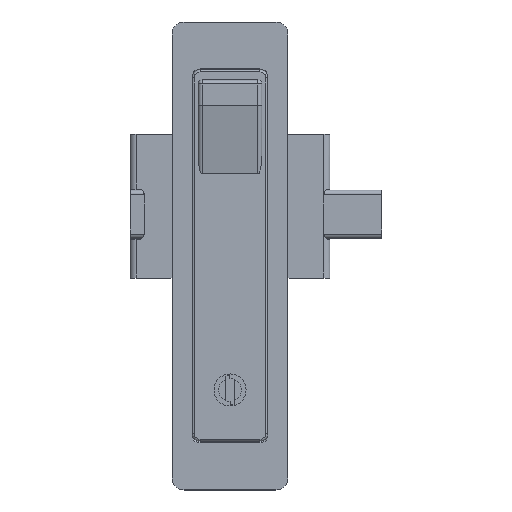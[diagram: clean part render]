
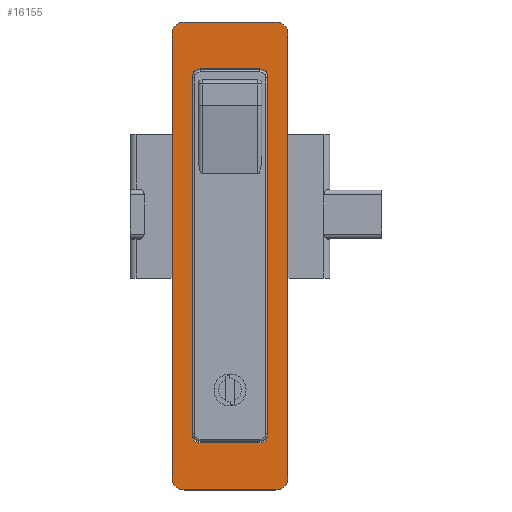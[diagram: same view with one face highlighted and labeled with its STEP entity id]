
A CAD part, top view. The second image highlights one B-rep face of the part: STEP entity #16155.
In plain terms, the highlighted planar face has unit normal (0, 0, 1).
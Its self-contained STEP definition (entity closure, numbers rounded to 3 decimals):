
#37 = EDGE_CURVE ( 'NONE', #8380, #12171, #17644, .T. ) ;
#127 = VERTEX_POINT ( 'NONE', #18907 ) ;
#344 = VECTOR ( 'NONE', #2962, 1000. ) ;
#346 = CARTESIAN_POINT ( 'NONE',  ( -14.5, 33.5, 4. ) ) ;
#380 = CARTESIAN_POINT ( 'NONE',  ( -7.5, 19.75, 4. ) ) ;
#388 = VERTEX_POINT ( 'NONE', #7898 ) ;
#408 = EDGE_CURVE ( 'NONE', #21576, #14830, #17619, .T. ) ;
#665 = ORIENTED_EDGE ( 'NONE', *, *, #15291, .T. ) ;
#1089 = LINE ( 'NONE', #14603, #18436 ) ;
#1151 = CARTESIAN_POINT ( 'NONE',  ( -9.5, -71.75, 4. ) ) ;
#1173 = CARTESIAN_POINT ( 'NONE',  ( 7.5, -71.75, 4. ) ) ;
#1253 = DIRECTION ( 'NONE',  ( 0., 1., 0. ) ) ;
#1301 = ORIENTED_EDGE ( 'NONE', *, *, #2715, .T. ) ;
#1418 = CARTESIAN_POINT ( 'NONE',  ( 9.5, -69.75, 4. ) ) ;
#1421 = CARTESIAN_POINT ( 'NONE',  ( -11.5, 33.5, 4. ) ) ;
#1515 = CIRCLE ( 'NONE', #4576, 2. ) ;
#1541 = CARTESIAN_POINT ( 'NONE',  ( 14.5, 30.5, 4. ) ) ;
#1753 = CARTESIAN_POINT ( 'NONE',  ( -7.5, -71.75, 4. ) ) ;
#2539 = LINE ( 'NONE', #13941, #7506 ) ;
#2715 = EDGE_CURVE ( 'NONE', #3455, #6949, #17527, .T. ) ;
#2938 = DIRECTION ( 'NONE',  ( 0., 0., 1. ) ) ;
#2962 = DIRECTION ( 'NONE',  ( -1., 0., 0. ) ) ;
#2973 = DIRECTION ( 'NONE',  ( 0., 0., -1. ) ) ;
#3146 = LINE ( 'NONE', #346, #10020 ) ;
#3376 = VERTEX_POINT ( 'NONE', #10653 ) ;
#3455 = VERTEX_POINT ( 'NONE', #6213 ) ;
#3840 = CIRCLE ( 'NONE', #20605, 2. ) ;
#4407 = EDGE_CURVE ( 'NONE', #388, #18884, #8876, .T. ) ;
#4576 = AXIS2_PLACEMENT_3D ( 'NONE', #380, #12687, #19685 ) ;
#5217 = CIRCLE ( 'NONE', #7606, 2. ) ;
#5592 = DIRECTION ( 'NONE',  ( 0., 0., -1. ) ) ;
#6175 = EDGE_CURVE ( 'NONE', #388, #14830, #3840, .T. ) ;
#6213 = CARTESIAN_POINT ( 'NONE',  ( 11.5, 33.5, 4. ) ) ;
#6406 = EDGE_LOOP ( 'NONE', ( #17745, #8209, #21255, #8475, #11399, #14233, #8208, #13901 ) ) ;
#6558 = CIRCLE ( 'NONE', #15475, 3. ) ;
#6656 = DIRECTION ( 'NONE',  ( 0., 1., 0. ) ) ;
#6858 = DIRECTION ( 'NONE',  ( 0., -1., 0. ) ) ;
#6949 = VERTEX_POINT ( 'NONE', #1421 ) ;
#7284 = LINE ( 'NONE', #17709, #19399 ) ;
#7311 = CARTESIAN_POINT ( 'NONE',  ( -7.5, -69.75, 4. ) ) ;
#7506 = VECTOR ( 'NONE', #22602, 1000. ) ;
#7606 = AXIS2_PLACEMENT_3D ( 'NONE', #17108, #2973, #6656 ) ;
#7898 = CARTESIAN_POINT ( 'NONE',  ( 7.5, 21.75, 4. ) ) ;
#8133 = FACE_BOUND ( 'NONE', #6406, .T. ) ;
#8168 = DIRECTION ( 'NONE',  ( 0., 0., -1. ) ) ;
#8208 = ORIENTED_EDGE ( 'NONE', *, *, #37, .F. ) ;
#8209 = ORIENTED_EDGE ( 'NONE', *, *, #22471, .T. ) ;
#8380 = VERTEX_POINT ( 'NONE', #1753 ) ;
#8475 = ORIENTED_EDGE ( 'NONE', *, *, #6175, .T. ) ;
#8827 = VERTEX_POINT ( 'NONE', #15562 ) ;
#8838 = PLANE ( 'NONE',  #8893 ) ;
#8876 = LINE ( 'NONE', #18724, #344 ) ;
#8893 = AXIS2_PLACEMENT_3D ( 'NONE', #10428, #13968, #8911 ) ;
#8911 = DIRECTION ( 'NONE',  ( 0., 1., 0. ) ) ;
#9299 = EDGE_CURVE ( 'NONE', #20536, #127, #3146, .T. ) ;
#9340 = CIRCLE ( 'NONE', #17974, 3. ) ;
#9386 = CIRCLE ( 'NONE', #19661, 3. ) ;
#9392 = ORIENTED_EDGE ( 'NONE', *, *, #9299, .T. ) ;
#9885 = AXIS2_PLACEMENT_3D ( 'NONE', #13156, #20234, #22255 ) ;
#10011 = DIRECTION ( 'NONE',  ( 0., 1., 0. ) ) ;
#10014 = EDGE_CURVE ( 'NONE', #15486, #14378, #7284, .T. ) ;
#10020 = VECTOR ( 'NONE', #10791, 1000. ) ;
#10130 = VERTEX_POINT ( 'NONE', #10979 ) ;
#10428 = CARTESIAN_POINT ( 'NONE',  ( 14.5, 33.5, 4. ) ) ;
#10653 = CARTESIAN_POINT ( 'NONE',  ( 11.5, -83.5, 4. ) ) ;
#10680 = CARTESIAN_POINT ( 'NONE',  ( 14.5, 33.5, 4. ) ) ;
#10791 = DIRECTION ( 'NONE',  ( 0., -1., 0. ) ) ;
#10979 = CARTESIAN_POINT ( 'NONE',  ( -9.5, 19.75, 4. ) ) ;
#11234 = EDGE_CURVE ( 'NONE', #3376, #18388, #2539, .T. ) ;
#11399 = ORIENTED_EDGE ( 'NONE', *, *, #408, .F. ) ;
#12056 = CARTESIAN_POINT ( 'NONE',  ( -7.5, 21.75, 4. ) ) ;
#12157 = ORIENTED_EDGE ( 'NONE', *, *, #10014, .F. ) ;
#12162 = DIRECTION ( 'NONE',  ( 0., 0., 1. ) ) ;
#12171 = VERTEX_POINT ( 'NONE', #1173 ) ;
#12687 = DIRECTION ( 'NONE',  ( 0., 0., -1. ) ) ;
#13156 = CARTESIAN_POINT ( 'NONE',  ( 11.5, -80.5, 4. ) ) ;
#13312 = AXIS2_PLACEMENT_3D ( 'NONE', #7311, #5592, #19460 ) ;
#13391 = CIRCLE ( 'NONE', #9885, 3. ) ;
#13901 = ORIENTED_EDGE ( 'NONE', *, *, #17530, .T. ) ;
#13941 = CARTESIAN_POINT ( 'NONE',  ( 14.5, -83.5, 4. ) ) ;
#13968 = DIRECTION ( 'NONE',  ( 0., 0., -1. ) ) ;
#14114 = EDGE_CURVE ( 'NONE', #6949, #20536, #9340, .T. ) ;
#14233 = ORIENTED_EDGE ( 'NONE', *, *, #19298, .T. ) ;
#14256 = EDGE_CURVE ( 'NONE', #127, #18388, #6558, .T. ) ;
#14378 = VERTEX_POINT ( 'NONE', #15999 ) ;
#14603 = CARTESIAN_POINT ( 'NONE',  ( -9.5, 21.75, 4. ) ) ;
#14830 = VERTEX_POINT ( 'NONE', #22402 ) ;
#14945 = ORIENTED_EDGE ( 'NONE', *, *, #11234, .F. ) ;
#15271 = DIRECTION ( 'NONE',  ( 0., 1., 0. ) ) ;
#15291 = EDGE_CURVE ( 'NONE', #3376, #14378, #13391, .T. ) ;
#15475 = AXIS2_PLACEMENT_3D ( 'NONE', #22735, #12162, #15765 ) ;
#15486 = VERTEX_POINT ( 'NONE', #1541 ) ;
#15562 = CARTESIAN_POINT ( 'NONE',  ( -9.5, -69.75, 4. ) ) ;
#15765 = DIRECTION ( 'NONE',  ( 0., 1., 0. ) ) ;
#15999 = CARTESIAN_POINT ( 'NONE',  ( 14.5, -80.5, 4. ) ) ;
#16113 = FACE_OUTER_BOUND ( 'NONE', #19240, .T. ) ;
#16155 = ADVANCED_FACE ( 'NONE', ( #8133, #16113 ), #8838, .F. ) ;
#16879 = CARTESIAN_POINT ( 'NONE',  ( 9.5, -71.75, 4. ) ) ;
#16920 = CARTESIAN_POINT ( 'NONE',  ( -11.5, 30.5, 4. ) ) ;
#17108 = CARTESIAN_POINT ( 'NONE',  ( 7.5, -69.75, 4. ) ) ;
#17450 = ORIENTED_EDGE ( 'NONE', *, *, #18170, .T. ) ;
#17527 = LINE ( 'NONE', #10680, #21109 ) ;
#17530 = EDGE_CURVE ( 'NONE', #8380, #8827, #18260, .T. ) ;
#17619 = LINE ( 'NONE', #16879, #18966 ) ;
#17644 = LINE ( 'NONE', #1151, #19584 ) ;
#17709 = CARTESIAN_POINT ( 'NONE',  ( 14.5, 33.5, 4. ) ) ;
#17745 = ORIENTED_EDGE ( 'NONE', *, *, #18665, .F. ) ;
#17974 = AXIS2_PLACEMENT_3D ( 'NONE', #16920, #2938, #10011 ) ;
#18170 = EDGE_CURVE ( 'NONE', #15486, #3455, #9386, .T. ) ;
#18260 = CIRCLE ( 'NONE', #13312, 2. ) ;
#18388 = VERTEX_POINT ( 'NONE', #20940 ) ;
#18436 = VECTOR ( 'NONE', #19925, 1000. ) ;
#18631 = DIRECTION ( 'NONE',  ( 0., 0., 1. ) ) ;
#18665 = EDGE_CURVE ( 'NONE', #10130, #8827, #1089, .T. ) ;
#18696 = CARTESIAN_POINT ( 'NONE',  ( 7.5, 19.75, 4. ) ) ;
#18721 = ORIENTED_EDGE ( 'NONE', *, *, #14114, .T. ) ;
#18724 = CARTESIAN_POINT ( 'NONE',  ( 9.5, 21.75, 4. ) ) ;
#18768 = DIRECTION ( 'NONE',  ( 0., 1., 0. ) ) ;
#18884 = VERTEX_POINT ( 'NONE', #12056 ) ;
#18907 = CARTESIAN_POINT ( 'NONE',  ( -14.5, -80.5, 4. ) ) ;
#18966 = VECTOR ( 'NONE', #15271, 1000. ) ;
#19240 = EDGE_LOOP ( 'NONE', ( #12157, #17450, #1301, #18721, #9392, #20462, #14945, #665 ) ) ;
#19298 = EDGE_CURVE ( 'NONE', #21576, #12171, #5217, .T. ) ;
#19390 = DIRECTION ( 'NONE',  ( -1., 0., 0. ) ) ;
#19399 = VECTOR ( 'NONE', #6858, 1000. ) ;
#19460 = DIRECTION ( 'NONE',  ( 0., 1., 0. ) ) ;
#19584 = VECTOR ( 'NONE', #22406, 1000. ) ;
#19661 = AXIS2_PLACEMENT_3D ( 'NONE', #22357, #18631, #1253 ) ;
#19685 = DIRECTION ( 'NONE',  ( 0., 1., 0. ) ) ;
#19925 = DIRECTION ( 'NONE',  ( 0., -1., 0. ) ) ;
#20234 = DIRECTION ( 'NONE',  ( 0., 0., 1. ) ) ;
#20462 = ORIENTED_EDGE ( 'NONE', *, *, #14256, .T. ) ;
#20536 = VERTEX_POINT ( 'NONE', #20683 ) ;
#20605 = AXIS2_PLACEMENT_3D ( 'NONE', #18696, #8168, #18768 ) ;
#20683 = CARTESIAN_POINT ( 'NONE',  ( -14.5, 30.5, 4. ) ) ;
#20940 = CARTESIAN_POINT ( 'NONE',  ( -11.5, -83.5, 4. ) ) ;
#21109 = VECTOR ( 'NONE', #19390, 1000. ) ;
#21255 = ORIENTED_EDGE ( 'NONE', *, *, #4407, .F. ) ;
#21576 = VERTEX_POINT ( 'NONE', #1418 ) ;
#22255 = DIRECTION ( 'NONE',  ( 0., 1., 0. ) ) ;
#22357 = CARTESIAN_POINT ( 'NONE',  ( 11.5, 30.5, 4. ) ) ;
#22402 = CARTESIAN_POINT ( 'NONE',  ( 9.5, 19.75, 4. ) ) ;
#22406 = DIRECTION ( 'NONE',  ( 1., 0., 0. ) ) ;
#22471 = EDGE_CURVE ( 'NONE', #10130, #18884, #1515, .T. ) ;
#22602 = DIRECTION ( 'NONE',  ( -1., 0., 0. ) ) ;
#22735 = CARTESIAN_POINT ( 'NONE',  ( -11.5, -80.5, 4. ) ) ;
